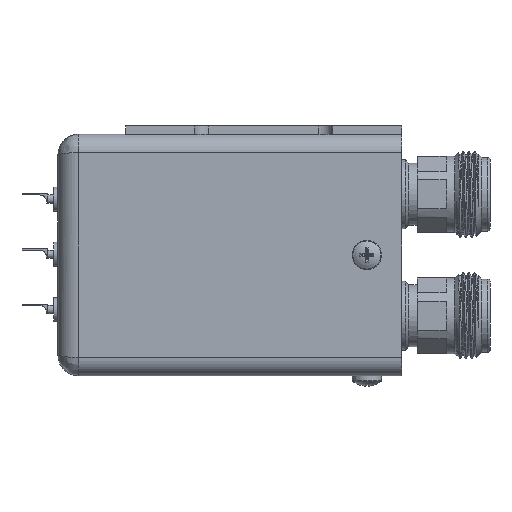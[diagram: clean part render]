
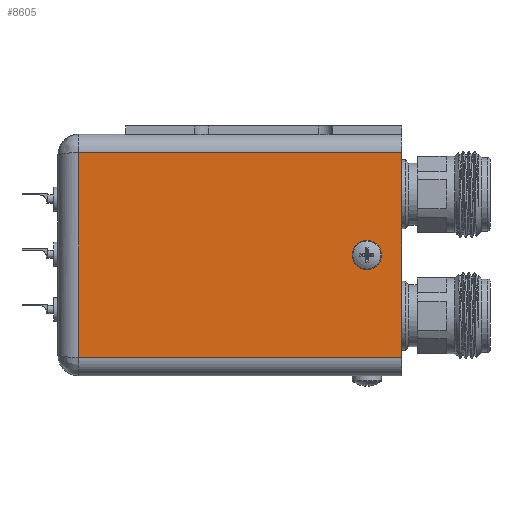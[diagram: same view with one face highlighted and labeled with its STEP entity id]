
A CAD part, left-side view. The second image highlights one B-rep face of the part: STEP entity #8605.
In plain terms, the highlighted planar face has unit normal (-1, 0, 0).
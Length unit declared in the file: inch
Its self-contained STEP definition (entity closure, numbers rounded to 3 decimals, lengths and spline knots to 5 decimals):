
#6 = VECTOR ( 'NONE', #5364, 39.37008 ) ;
#70 = EDGE_LOOP ( 'NONE', ( #4105, #8534, #6531, #12342 ) ) ;
#198 = LINE ( 'NONE', #6064, #9035 ) ;
#274 = CARTESIAN_POINT ( 'NONE',  ( -0.875, 0.252, 0.0675 ) ) ;
#595 = EDGE_CURVE ( 'NONE', #13554, #11337, #4785, .T. ) ;
#645 = CARTESIAN_POINT ( 'NONE',  ( -0.875, 2.49, -0.741 ) ) ;
#952 = VECTOR ( 'NONE', #9335, 39.37008 ) ;
#993 = CARTESIAN_POINT ( 'NONE',  ( -0.875, 2.49, 0.875 ) ) ;
#1222 = CARTESIAN_POINT ( 'NONE',  ( -0.875, 2.34, -0.875 ) ) ;
#1420 = EDGE_CURVE ( 'NONE', #7662, #12955, #198, .T. ) ;
#2403 = CARTESIAN_POINT ( 'NONE',  ( -0.875, 0.252, -0.0675 ) ) ;
#2954 = ORIENTED_EDGE ( 'NONE', *, *, #595, .F. ) ;
#3068 = AXIS2_PLACEMENT_3D ( 'NONE', #5013, #14488, #7566 ) ;
#3142 = ORIENTED_EDGE ( 'NONE', *, *, #6976, .F. ) ;
#3365 = DIRECTION ( 'NONE',  ( 0., 0., 1. ) ) ;
#3686 = CARTESIAN_POINT ( 'NONE',  ( -0.875, 0., 0.741 ) ) ;
#3818 = VERTEX_POINT ( 'NONE', #15072 ) ;
#4105 = ORIENTED_EDGE ( 'NONE', *, *, #12966, .T. ) ;
#4606 = LINE ( 'NONE', #11679, #952 ) ;
#4785 = CIRCLE ( 'NONE', #3068, 0.0675 ) ;
#4863 = CARTESIAN_POINT ( 'NONE',  ( -0.875, 2.34, -0.741 ) ) ;
#5013 = CARTESIAN_POINT ( 'NONE',  ( -0.875, 0.252, 0. ) ) ;
#5364 = DIRECTION ( 'NONE',  ( 0., -1., 0. ) ) ;
#5563 = CARTESIAN_POINT ( 'NONE',  ( -0.875, 0., -0.741 ) ) ;
#6064 = CARTESIAN_POINT ( 'NONE',  ( -0.875, 0., 0.875 ) ) ;
#6531 = ORIENTED_EDGE ( 'NONE', *, *, #1420, .T. ) ;
#6532 = LINE ( 'NONE', #645, #6 ) ;
#6639 = FACE_BOUND ( 'NONE', #11007, .T. ) ;
#6976 = EDGE_CURVE ( 'NONE', #11337, #13554, #10644, .T. ) ;
#7566 = DIRECTION ( 'NONE',  ( 0., 0., 1. ) ) ;
#7643 = VECTOR ( 'NONE', #14325, 39.37008 ) ;
#7662 = VERTEX_POINT ( 'NONE', #5563 ) ;
#8534 = ORIENTED_EDGE ( 'NONE', *, *, #13730, .T. ) ;
#8605 = ADVANCED_FACE ( 'NONE', ( #6639, #13770 ), #9129, .F. ) ;
#9035 = VECTOR ( 'NONE', #10801, 39.37008 ) ;
#9129 = PLANE ( 'NONE',  #12929 ) ;
#9335 = DIRECTION ( 'NONE',  ( 0., 1., 0. ) ) ;
#9727 = LINE ( 'NONE', #1222, #7643 ) ;
#10367 = DIRECTION ( 'NONE',  ( 0., 1., 0. ) ) ;
#10572 = CARTESIAN_POINT ( 'NONE',  ( -0.875, 0.252, 0. ) ) ;
#10644 = CIRCLE ( 'NONE', #12125, 0.0675 ) ;
#10801 = DIRECTION ( 'NONE',  ( 0., 0., 1. ) ) ;
#11007 = EDGE_LOOP ( 'NONE', ( #2954, #3142 ) ) ;
#11336 = VERTEX_POINT ( 'NONE', #4863 ) ;
#11337 = VERTEX_POINT ( 'NONE', #2403 ) ;
#11679 = CARTESIAN_POINT ( 'NONE',  ( -0.875, 2.49, 0.741 ) ) ;
#11816 = DIRECTION ( 'NONE',  ( -1., 0., 0. ) ) ;
#12125 = AXIS2_PLACEMENT_3D ( 'NONE', #10572, #11816, #3365 ) ;
#12186 = EDGE_CURVE ( 'NONE', #12955, #3818, #4606, .T. ) ;
#12342 = ORIENTED_EDGE ( 'NONE', *, *, #12186, .T. ) ;
#12538 = DIRECTION ( 'NONE',  ( 1., 0., 0. ) ) ;
#12929 = AXIS2_PLACEMENT_3D ( 'NONE', #993, #12538, #10367 ) ;
#12955 = VERTEX_POINT ( 'NONE', #3686 ) ;
#12966 = EDGE_CURVE ( 'NONE', #3818, #11336, #9727, .T. ) ;
#13554 = VERTEX_POINT ( 'NONE', #274 ) ;
#13730 = EDGE_CURVE ( 'NONE', #11336, #7662, #6532, .T. ) ;
#13770 = FACE_OUTER_BOUND ( 'NONE', #70, .T. ) ;
#14325 = DIRECTION ( 'NONE',  ( 0., 0., -1. ) ) ;
#14488 = DIRECTION ( 'NONE',  ( -1., 0., 0. ) ) ;
#15072 = CARTESIAN_POINT ( 'NONE',  ( -0.875, 2.34, 0.741 ) ) ;
